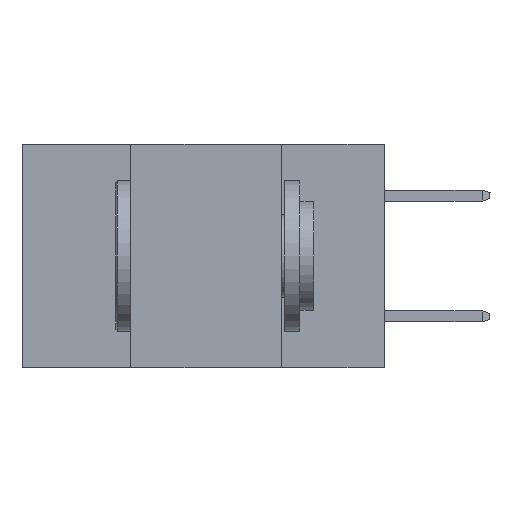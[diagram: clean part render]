
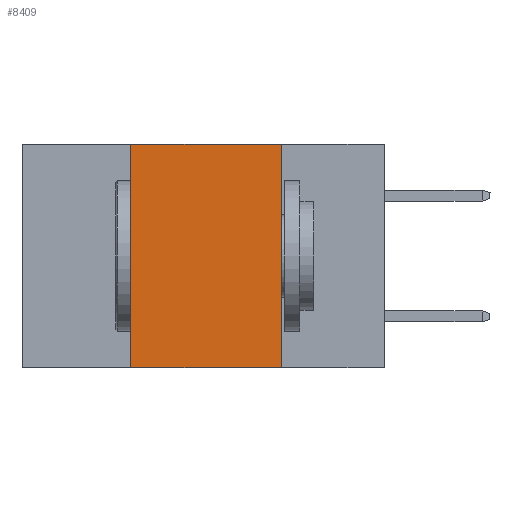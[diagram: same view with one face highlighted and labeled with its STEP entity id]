
A CAD part, left-side view. The second image highlights one B-rep face of the part: STEP entity #8409.
In plain terms, the highlighted planar face has unit normal (-1, 0, 0).
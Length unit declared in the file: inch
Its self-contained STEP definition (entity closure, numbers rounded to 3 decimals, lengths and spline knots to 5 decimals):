
#115 = ORIENTED_EDGE ( 'NONE', *, *, #1996, .F. ) ;
#1417 = CARTESIAN_POINT ( 'NONE',  ( 0., 0.17, 0. ) ) ;
#1996 = EDGE_CURVE ( 'NONE', #5374, #18415, #13858, .T. ) ;
#2638 = LINE ( 'NONE', #21680, #9486 ) ;
#3065 = CARTESIAN_POINT ( 'NONE',  ( 0., 0.42, 0. ) ) ;
#3637 = FACE_OUTER_BOUND ( 'NONE', #13693, .T. ) ;
#3983 = ORIENTED_EDGE ( 'NONE', *, *, #11108, .F. ) ;
#4827 = CARTESIAN_POINT ( 'NONE',  ( 0., 0.17, 0. ) ) ;
#5374 = VERTEX_POINT ( 'NONE', #1417 ) ;
#6083 = DIRECTION ( 'NONE',  ( 0., -1., 0. ) ) ;
#6961 = CARTESIAN_POINT ( 'NONE',  ( 0., 0.6, -0.37 ) ) ;
#7641 = AXIS2_PLACEMENT_3D ( 'NONE', #16073, #17711, #9233 ) ;
#8409 = ADVANCED_FACE ( 'NONE', ( #3637 ), #14325, .F. ) ;
#8953 = CARTESIAN_POINT ( 'NONE',  ( 0., 0.42, 0. ) ) ;
#9233 = DIRECTION ( 'NONE',  ( 0., 0., -1. ) ) ;
#9272 = LINE ( 'NONE', #8953, #19299 ) ;
#9486 = VECTOR ( 'NONE', #6083, 39.37008 ) ;
#9764 = DIRECTION ( 'NONE',  ( 0., 0., -1. ) ) ;
#10863 = VERTEX_POINT ( 'NONE', #17675 ) ;
#10979 = ORIENTED_EDGE ( 'NONE', *, *, #20422, .T. ) ;
#11108 = EDGE_CURVE ( 'NONE', #11408, #5374, #2638, .T. ) ;
#11408 = VERTEX_POINT ( 'NONE', #3065 ) ;
#12967 = ORIENTED_EDGE ( 'NONE', *, *, #15429, .F. ) ;
#13055 = VECTOR ( 'NONE', #17250, 39.37008 ) ;
#13693 = EDGE_LOOP ( 'NONE', ( #115, #3983, #12967, #10979 ) ) ;
#13858 = LINE ( 'NONE', #4827, #14665 ) ;
#14325 = PLANE ( 'NONE',  #7641 ) ;
#14665 = VECTOR ( 'NONE', #9764, 39.37008 ) ;
#15429 = EDGE_CURVE ( 'NONE', #10863, #11408, #9272, .T. ) ;
#15501 = LINE ( 'NONE', #6961, #13055 ) ;
#16073 = CARTESIAN_POINT ( 'NONE',  ( 0., 0.6, 0. ) ) ;
#17181 = CARTESIAN_POINT ( 'NONE',  ( 0., 0.17, -0.37 ) ) ;
#17250 = DIRECTION ( 'NONE',  ( 0., -1., 0. ) ) ;
#17675 = CARTESIAN_POINT ( 'NONE',  ( 0., 0.42, -0.37 ) ) ;
#17711 = DIRECTION ( 'NONE',  ( 1., 0., 0. ) ) ;
#18415 = VERTEX_POINT ( 'NONE', #17181 ) ;
#19299 = VECTOR ( 'NONE', #21056, 39.37008 ) ;
#20422 = EDGE_CURVE ( 'NONE', #10863, #18415, #15501, .T. ) ;
#21056 = DIRECTION ( 'NONE',  ( 0., 0., 1. ) ) ;
#21680 = CARTESIAN_POINT ( 'NONE',  ( 0., 0.6, 0. ) ) ;
